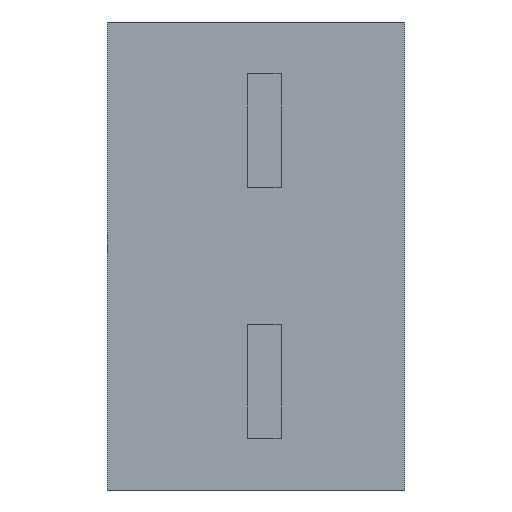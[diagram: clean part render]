
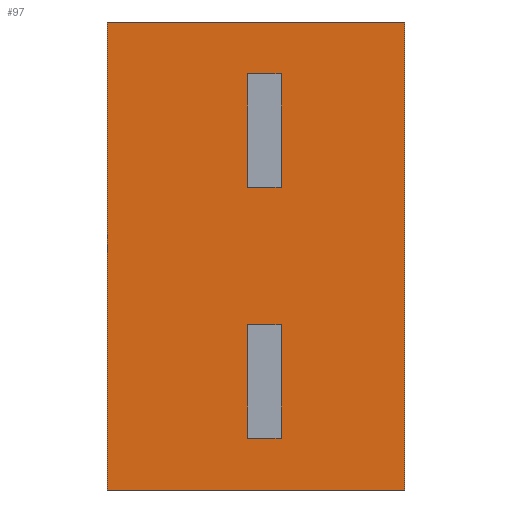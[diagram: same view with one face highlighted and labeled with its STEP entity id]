
A CAD part, left-side view. The second image highlights one B-rep face of the part: STEP entity #97.
In plain terms, the highlighted planar face has unit normal (-1, 0, 0).
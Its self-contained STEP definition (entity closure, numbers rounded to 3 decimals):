
#13 = VERTEX_POINT ( 'NONE', #274 ) ;
#39 = EDGE_CURVE ( 'NONE', #842, #100, #713, .T. ) ;
#53 = VECTOR ( 'NONE', #922, 1000. ) ;
#58 = EDGE_CURVE ( 'NONE', #351, #521, #322, .T. ) ;
#61 = DIRECTION ( 'NONE',  ( 0., 1., 0. ) ) ;
#69 = CARTESIAN_POINT ( 'NONE',  ( 0., -0.2, -1.81 ) ) ;
#79 = PLANE ( 'NONE',  #534 ) ;
#83 = DIRECTION ( 'NONE',  ( 0., 0., 1. ) ) ;
#96 = ORIENTED_EDGE ( 'NONE', *, *, #297, .T. ) ;
#97 = ADVANCED_FACE ( 'NONE', ( #288, #634, #660 ), #79, .F. ) ;
#99 = DIRECTION ( 'NONE',  ( 0., 0., 1. ) ) ;
#100 = VERTEX_POINT ( 'NONE', #734 ) ;
#105 = VERTEX_POINT ( 'NONE', #69 ) ;
#123 = VECTOR ( 'NONE', #616, 1000. ) ;
#134 = CARTESIAN_POINT ( 'NONE',  ( 0., -0.2, -0.31 ) ) ;
#137 = EDGE_CURVE ( 'NONE', #105, #207, #395, .T. ) ;
#139 = DIRECTION ( 'NONE',  ( 0., 1., 0. ) ) ;
#155 = ORIENTED_EDGE ( 'NONE', *, *, #58, .F. ) ;
#165 = VERTEX_POINT ( 'NONE', #513 ) ;
#169 = ORIENTED_EDGE ( 'NONE', *, *, #39, .T. ) ;
#175 = VERTEX_POINT ( 'NONE', #578 ) ;
#181 = DIRECTION ( 'NONE',  ( 0., 0., 1. ) ) ;
#186 = LINE ( 'NONE', #552, #53 ) ;
#190 = LINE ( 'NONE', #381, #794 ) ;
#193 = CARTESIAN_POINT ( 'NONE',  ( 0., -0.2, -0.31 ) ) ;
#203 = ORIENTED_EDGE ( 'NONE', *, *, #744, .T. ) ;
#207 = VERTEX_POINT ( 'NONE', #740 ) ;
#212 = VECTOR ( 'NONE', #61, 1000. ) ;
#236 = CARTESIAN_POINT ( 'NONE',  ( 0., -0.2, -0.99 ) ) ;
#262 = VECTOR ( 'NONE', #595, 1000. ) ;
#266 = LINE ( 'NONE', #465, #650 ) ;
#267 = ORIENTED_EDGE ( 'NONE', *, *, #295, .F. ) ;
#274 = CARTESIAN_POINT ( 'NONE',  ( 0., 0., -0.31 ) ) ;
#288 = FACE_BOUND ( 'NONE', #637, .T. ) ;
#291 = VERTEX_POINT ( 'NONE', #901 ) ;
#295 = EDGE_CURVE ( 'NONE', #175, #165, #405, .T. ) ;
#297 = EDGE_CURVE ( 'NONE', #291, #13, #859, .T. ) ;
#304 = LINE ( 'NONE', #134, #702 ) ;
#306 = DIRECTION ( 'NONE',  ( 0., 0., -1. ) ) ;
#322 = LINE ( 'NONE', #803, #810 ) ;
#333 = ORIENTED_EDGE ( 'NONE', *, *, #437, .T. ) ;
#351 = VERTEX_POINT ( 'NONE', #388 ) ;
#380 = CARTESIAN_POINT ( 'NONE',  ( 0., -0.94, 0. ) ) ;
#381 = CARTESIAN_POINT ( 'NONE',  ( 0., 0., -2.49 ) ) ;
#382 = DIRECTION ( 'NONE',  ( 0., 0., 1. ) ) ;
#387 = EDGE_CURVE ( 'NONE', #842, #105, #266, .T. ) ;
#388 = CARTESIAN_POINT ( 'NONE',  ( 0., -0.2, -0.99 ) ) ;
#395 = LINE ( 'NONE', #731, #466 ) ;
#405 = LINE ( 'NONE', #380, #426 ) ;
#423 = CARTESIAN_POINT ( 'NONE',  ( 0., 0.84, 0. ) ) ;
#426 = VECTOR ( 'NONE', #306, 1000. ) ;
#437 = EDGE_CURVE ( 'NONE', #553, #165, #441, .T. ) ;
#441 = LINE ( 'NONE', #843, #123 ) ;
#465 = CARTESIAN_POINT ( 'NONE',  ( 0., -0.2, -2.49 ) ) ;
#466 = VECTOR ( 'NONE', #584, 1000. ) ;
#496 = EDGE_CURVE ( 'NONE', #682, #175, #186, .T. ) ;
#513 = CARTESIAN_POINT ( 'NONE',  ( 0., -0.94, -2.8 ) ) ;
#521 = VERTEX_POINT ( 'NONE', #193 ) ;
#529 = EDGE_LOOP ( 'NONE', ( #865, #169, #867, #715 ) ) ;
#534 = AXIS2_PLACEMENT_3D ( 'NONE', #423, #950, #653 ) ;
#545 = VECTOR ( 'NONE', #382, 1000. ) ;
#552 = CARTESIAN_POINT ( 'NONE',  ( 0., 0.84, 0. ) ) ;
#553 = VERTEX_POINT ( 'NONE', #629 ) ;
#572 = ORIENTED_EDGE ( 'NONE', *, *, #496, .F. ) ;
#578 = CARTESIAN_POINT ( 'NONE',  ( 0., -0.94, 0. ) ) ;
#584 = DIRECTION ( 'NONE',  ( 0., 1., 0. ) ) ;
#595 = DIRECTION ( 'NONE',  ( 0., 1., 0. ) ) ;
#616 = DIRECTION ( 'NONE',  ( 0., -1., 0. ) ) ;
#629 = CARTESIAN_POINT ( 'NONE',  ( 0., 0.84, -2.8 ) ) ;
#634 = FACE_OUTER_BOUND ( 'NONE', #948, .T. ) ;
#637 = EDGE_LOOP ( 'NONE', ( #155, #203, #96, #813 ) ) ;
#650 = VECTOR ( 'NONE', #181, 1000. ) ;
#653 = DIRECTION ( 'NONE',  ( 0., 0., -1. ) ) ;
#660 = FACE_BOUND ( 'NONE', #529, .T. ) ;
#667 = ORIENTED_EDGE ( 'NONE', *, *, #791, .F. ) ;
#678 = LINE ( 'NONE', #906, #773 ) ;
#682 = VERTEX_POINT ( 'NONE', #738 ) ;
#702 = VECTOR ( 'NONE', #139, 1000. ) ;
#713 = LINE ( 'NONE', #866, #212 ) ;
#715 = ORIENTED_EDGE ( 'NONE', *, *, #137, .F. ) ;
#731 = CARTESIAN_POINT ( 'NONE',  ( 0., -0.2, -1.81 ) ) ;
#734 = CARTESIAN_POINT ( 'NONE',  ( 0., 0., -2.49 ) ) ;
#738 = CARTESIAN_POINT ( 'NONE',  ( 0., 0.84, 0. ) ) ;
#740 = CARTESIAN_POINT ( 'NONE',  ( 0., 0., -1.81 ) ) ;
#744 = EDGE_CURVE ( 'NONE', #351, #291, #804, .T. ) ;
#753 = DIRECTION ( 'NONE',  ( 0., 0., 1. ) ) ;
#773 = VECTOR ( 'NONE', #99, 1000. ) ;
#791 = EDGE_CURVE ( 'NONE', #553, #682, #678, .T. ) ;
#794 = VECTOR ( 'NONE', #753, 1000. ) ;
#803 = CARTESIAN_POINT ( 'NONE',  ( 0., -0.2, -0.31 ) ) ;
#804 = LINE ( 'NONE', #236, #262 ) ;
#810 = VECTOR ( 'NONE', #83, 1000. ) ;
#813 = ORIENTED_EDGE ( 'NONE', *, *, #932, .F. ) ;
#828 = CARTESIAN_POINT ( 'NONE',  ( 0., 0., -0.31 ) ) ;
#842 = VERTEX_POINT ( 'NONE', #910 ) ;
#843 = CARTESIAN_POINT ( 'NONE',  ( 0., 0.84, -2.8 ) ) ;
#859 = LINE ( 'NONE', #828, #545 ) ;
#865 = ORIENTED_EDGE ( 'NONE', *, *, #387, .F. ) ;
#866 = CARTESIAN_POINT ( 'NONE',  ( 0., -0.2, -2.49 ) ) ;
#867 = ORIENTED_EDGE ( 'NONE', *, *, #876, .T. ) ;
#876 = EDGE_CURVE ( 'NONE', #100, #207, #190, .T. ) ;
#901 = CARTESIAN_POINT ( 'NONE',  ( 0., 0., -0.99 ) ) ;
#906 = CARTESIAN_POINT ( 'NONE',  ( 0., 0.84, 0. ) ) ;
#910 = CARTESIAN_POINT ( 'NONE',  ( 0., -0.2, -2.49 ) ) ;
#922 = DIRECTION ( 'NONE',  ( 0., -1., 0. ) ) ;
#932 = EDGE_CURVE ( 'NONE', #521, #13, #304, .T. ) ;
#948 = EDGE_LOOP ( 'NONE', ( #333, #267, #572, #667 ) ) ;
#950 = DIRECTION ( 'NONE',  ( 1., 0., 0. ) ) ;
